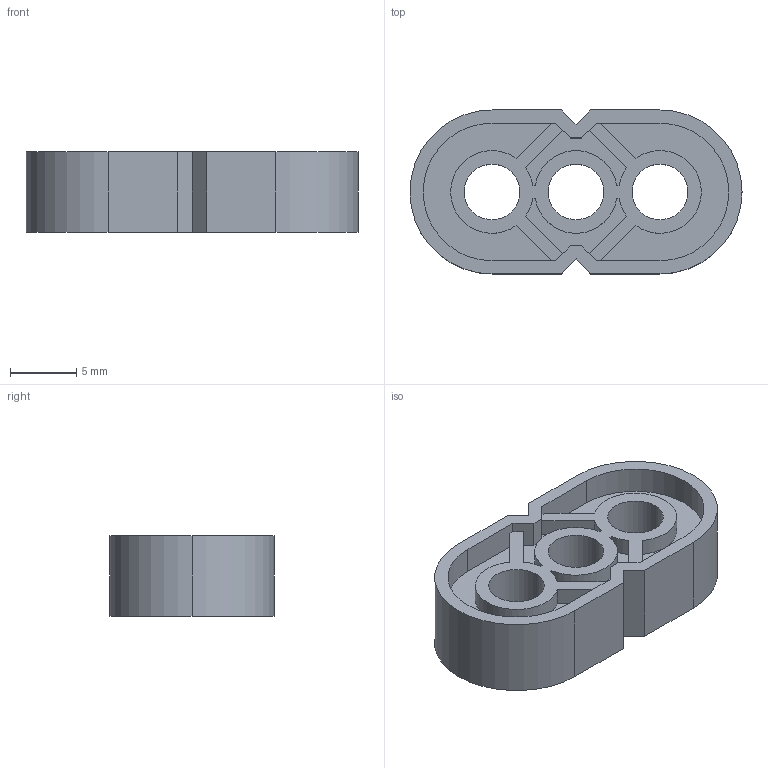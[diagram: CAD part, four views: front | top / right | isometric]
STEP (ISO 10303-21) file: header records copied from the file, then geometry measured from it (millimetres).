
FILE_DESCRIPTION (( 'STEP AP203' ), '1' );
FILE_NAME ('228-2500-001 v2.STEP', '2015-04-27T15:46:09', ( '' ), ( '' ), 'SwSTEP 2.0', 'SolidWorks 2014', '' );
FILE_SCHEMA (( 'CONFIG_CONTROL_DESIGN' ));
Length unit declared in the file: millimetre
Products named in the file (1): 228-2500-001 v2
Bounding box: 25.1 x 12.4 x 6.1 mm (x, y, z)
Volume: 897.8 mm3; surface area: 1500.2 mm2
Topology: 1 solids, 1 shells, 97 faces, 279 edges, 186 vertices
Faces by surface type: plane 64, cylinder 33
Entity records: 3268 total; most frequent: CARTESIAN_POINT 563, ORIENTED_EDGE 558, DIRECTION 541, EDGE_CURVE 279, VECTOR 213, LINE 213, VERTEX_POINT 186, AXIS2_PLACEMENT_3D 164
